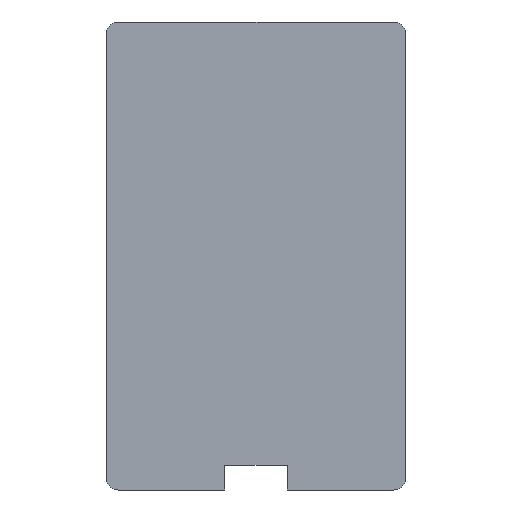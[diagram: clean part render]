
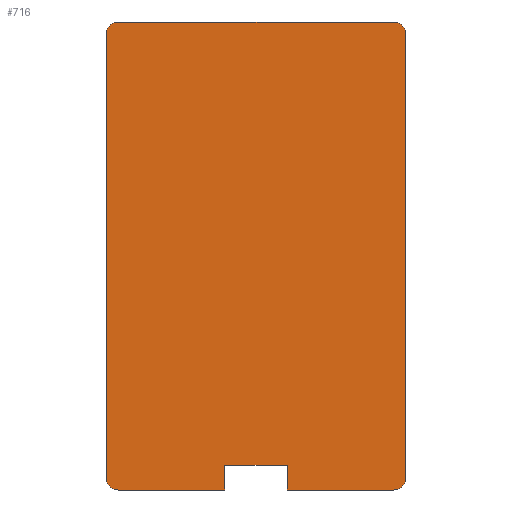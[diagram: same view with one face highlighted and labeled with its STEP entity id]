
A CAD part, front view. The second image highlights one B-rep face of the part: STEP entity #716.
In plain terms, the highlighted planar face has unit normal (0, -1, 0).
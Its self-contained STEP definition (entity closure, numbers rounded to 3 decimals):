
#15=CIRCLE('',#758,2.);
#17=CIRCLE('',#762,2.);
#19=CIRCLE('',#766,2.);
#21=CIRCLE('',#771,2.);
#62=FACE_OUTER_BOUND('',#98,.T.);
#98=EDGE_LOOP('',(#637,#638,#639,#640,#641,#642,#643,#644,#645,#646,#647,
#648));
#118=LINE('',#1000,#210);
#169=LINE('',#1103,#261);
#173=LINE('',#1111,#265);
#175=LINE('',#1116,#267);
#180=LINE('',#1130,#272);
#184=LINE('',#1142,#276);
#187=LINE('',#1150,#279);
#189=LINE('',#1153,#281);
#210=VECTOR('',#808,10.);
#261=VECTOR('',#895,10.);
#265=VECTOR('',#901,10.);
#267=VECTOR('',#905,10.);
#272=VECTOR('',#918,10.);
#276=VECTOR('',#930,10.);
#279=VECTOR('',#941,10.);
#281=VECTOR('',#945,10.);
#298=VERTEX_POINT('',#997);
#299=VERTEX_POINT('',#999);
#332=VERTEX_POINT('',#1100);
#333=VERTEX_POINT('',#1102);
#335=VERTEX_POINT('',#1108);
#336=VERTEX_POINT('',#1110);
#337=VERTEX_POINT('',#1114);
#338=VERTEX_POINT('',#1115);
#341=VERTEX_POINT('',#1123);
#343=VERTEX_POINT('',#1129);
#345=VERTEX_POINT('',#1135);
#347=VERTEX_POINT('',#1141);
#368=EDGE_CURVE('',#298,#299,#118,.T.);
#419=EDGE_CURVE('',#332,#333,#169,.T.);
#423=EDGE_CURVE('',#335,#336,#173,.T.);
#425=EDGE_CURVE('',#337,#338,#175,.T.);
#429=EDGE_CURVE('',#341,#338,#15,.T.);
#432=EDGE_CURVE('',#341,#343,#180,.T.);
#435=EDGE_CURVE('',#345,#343,#17,.T.);
#438=EDGE_CURVE('',#345,#347,#184,.T.);
#441=EDGE_CURVE('',#333,#347,#19,.T.);
#443=EDGE_CURVE('',#336,#332,#187,.T.);
#445=EDGE_CURVE('',#299,#335,#189,.T.);
#447=EDGE_CURVE('',#337,#298,#21,.T.);
#637=ORIENTED_EDGE('',*,*,#447,.F.);
#638=ORIENTED_EDGE('',*,*,#425,.T.);
#639=ORIENTED_EDGE('',*,*,#429,.F.);
#640=ORIENTED_EDGE('',*,*,#432,.T.);
#641=ORIENTED_EDGE('',*,*,#435,.F.);
#642=ORIENTED_EDGE('',*,*,#438,.T.);
#643=ORIENTED_EDGE('',*,*,#441,.F.);
#644=ORIENTED_EDGE('',*,*,#419,.F.);
#645=ORIENTED_EDGE('',*,*,#443,.F.);
#646=ORIENTED_EDGE('',*,*,#423,.F.);
#647=ORIENTED_EDGE('',*,*,#445,.F.);
#648=ORIENTED_EDGE('',*,*,#368,.F.);
#680=PLANE('',#774);
#716=ADVANCED_FACE('',(#62),#680,.F.);
#758=AXIS2_PLACEMENT_3D('',#1124,#911,#912);
#762=AXIS2_PLACEMENT_3D('',#1136,#923,#924);
#766=AXIS2_PLACEMENT_3D('',#1147,#935,#936);
#771=AXIS2_PLACEMENT_3D('',#1156,#949,#950);
#774=AXIS2_PLACEMENT_3D('',#1159,#955,#956);
#808=DIRECTION('',(-1.,0.,0.));
#895=DIRECTION('',(-1.,0.,0.));
#901=DIRECTION('',(-1.,0.,0.));
#905=DIRECTION('',(0.,0.,1.));
#911=DIRECTION('center_axis',(0.,1.,0.));
#912=DIRECTION('ref_axis',(0.,0.,1.));
#918=DIRECTION('',(-1.,0.,0.));
#923=DIRECTION('center_axis',(0.,1.,0.));
#924=DIRECTION('ref_axis',(-1.,0.,0.));
#930=DIRECTION('',(0.,0.,-1.));
#935=DIRECTION('center_axis',(0.,1.,0.));
#936=DIRECTION('ref_axis',(0.,0.,-1.));
#941=DIRECTION('',(0.,0.,-1.));
#945=DIRECTION('',(0.,0.,1.));
#949=DIRECTION('center_axis',(0.,1.,0.));
#950=DIRECTION('ref_axis',(1.,0.,0.));
#955=DIRECTION('center_axis',(0.,1.,0.));
#956=DIRECTION('ref_axis',(1.,0.,0.));
#997=CARTESIAN_POINT('',(22.,0.,0.));
#999=CARTESIAN_POINT('',(5.,0.,0.));
#1000=CARTESIAN_POINT('',(22.,0.,0.));
#1100=CARTESIAN_POINT('',(-5.,0.,0.));
#1102=CARTESIAN_POINT('',(-22.,0.,0.));
#1103=CARTESIAN_POINT('',(-5.,0.,0.));
#1108=CARTESIAN_POINT('',(5.,0.,4.));
#1110=CARTESIAN_POINT('',(-5.,0.,4.));
#1111=CARTESIAN_POINT('',(5.,0.,4.));
#1114=CARTESIAN_POINT('',(24.,0.,2.));
#1115=CARTESIAN_POINT('',(24.,0.,73.));
#1116=CARTESIAN_POINT('',(24.,0.,2.));
#1123=CARTESIAN_POINT('',(22.,0.,75.));
#1124=CARTESIAN_POINT('Origin',(22.,0.,73.));
#1129=CARTESIAN_POINT('',(-22.,0.,75.));
#1130=CARTESIAN_POINT('',(22.,0.,75.));
#1135=CARTESIAN_POINT('',(-24.,0.,73.));
#1136=CARTESIAN_POINT('Origin',(-22.,0.,73.));
#1141=CARTESIAN_POINT('',(-24.,0.,2.));
#1142=CARTESIAN_POINT('',(-24.,0.,73.));
#1147=CARTESIAN_POINT('Origin',(-22.,0.,2.));
#1150=CARTESIAN_POINT('',(-5.,0.,4.));
#1153=CARTESIAN_POINT('',(5.,0.,0.));
#1156=CARTESIAN_POINT('Origin',(22.,0.,2.));
#1159=CARTESIAN_POINT('Origin',(0.,0.,37.5));
